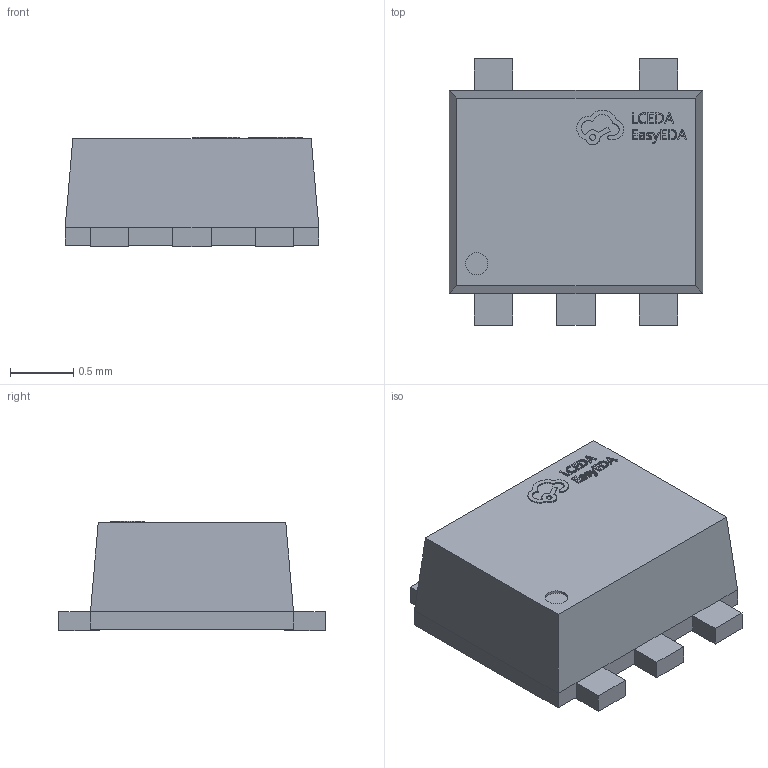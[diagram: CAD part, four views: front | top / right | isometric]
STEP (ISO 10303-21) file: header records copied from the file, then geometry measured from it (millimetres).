
FILE_DESCRIPTION (( 'STEP AP214' ), '1' );
FILE_NAME ('SOT-353-5_L2.0-W1.6-P0.65-LS2.1-BL.STEP', '2022-09-11T08:25:44', ( 'Sky123.Org' ), ( 'Sky123.Org' ), 'SwSTEP 2.0', 'SolidWorks 2017', '' );
FILE_SCHEMA (( 'AUTOMOTIVE_DESIGN' ));
Length unit declared in the file: millimetre
Products named in the file (1): SOT-353-5_L2.0-W1.6-P0.65-LS2.1-BL
Bounding box: 2 x 2.1 x 0.86 mm (x, y, z)
Volume: 2.6 mm3; surface area: 13.1 mm2
Topology: 1 solids, 1 shells, 272 faces, 736 edges, 486 vertices
Faces by surface type: plane 172, bspline 98, cylinder 2
Entity records: 9596 total; most frequent: CARTESIAN_POINT 2805, ORIENTED_EDGE 1472, DIRECTION 890, EDGE_CURVE 736, LINE 532, VECTOR 532, VERTEX_POINT 486, EDGE_LOOP 292
